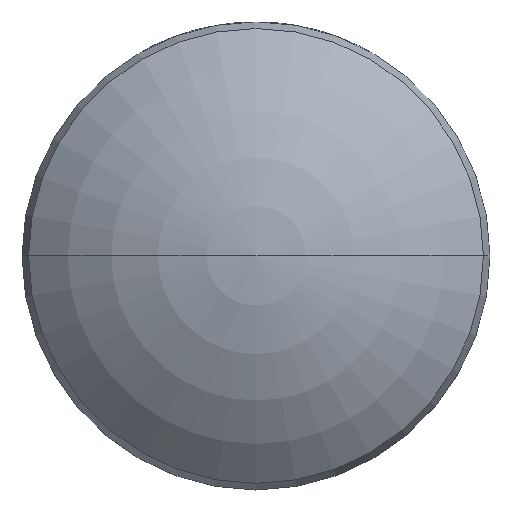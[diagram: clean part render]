
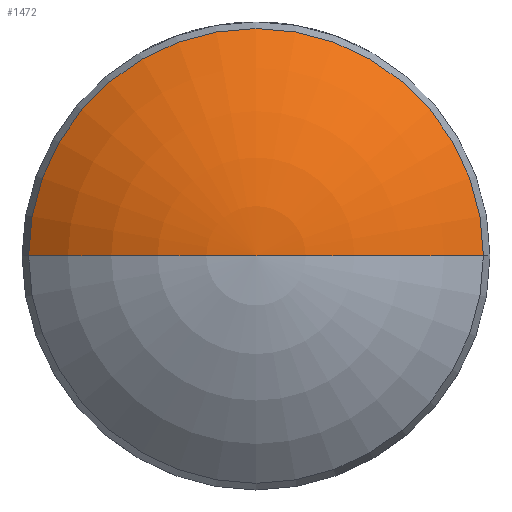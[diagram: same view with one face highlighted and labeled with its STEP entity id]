
A CAD part, top view. The second image highlights one B-rep face of the part: STEP entity #1472.
In plain terms, the highlighted toroidal (fillet/blend) face has major radius 0.003 mm and minor radius 9.2 mm.
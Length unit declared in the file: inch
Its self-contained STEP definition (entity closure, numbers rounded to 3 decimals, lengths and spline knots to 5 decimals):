
#109 = DIRECTION ( 'NONE',  ( 0., 0., 1. ) ) ;
#146 = CARTESIAN_POINT ( 'NONE',  ( -0.00012, 0., -0.19134 ) ) ;
#192 = CARTESIAN_POINT ( 'NONE',  ( 0.00012, 0., -0.19134 ) ) ;
#225 = CARTESIAN_POINT ( 'NONE',  ( 0., 0., -0.19134 ) ) ;
#228 = AXIS2_PLACEMENT_3D ( 'NONE', #192, #674, #1163 ) ;
#389 = DIRECTION ( 'NONE',  ( 0., 0., -1. ) ) ;
#410 = ORIENTED_EDGE ( 'NONE', *, *, #667, .F. ) ;
#453 = VERTEX_POINT ( 'NONE', #1848 ) ;
#667 = EDGE_CURVE ( 'NONE', #453, #1773, #985, .T. ) ;
#674 = DIRECTION ( 'NONE',  ( 0., 1., 0. ) ) ;
#714 = AXIS2_PLACEMENT_3D ( 'NONE', #146, #1303, #1455 ) ;
#760 = EDGE_CURVE ( 'NONE', #453, #1977, #1105, .T. ) ;
#812 = CARTESIAN_POINT ( 'NONE',  ( -0.243, 0., 0.07736 ) ) ;
#814 = EDGE_LOOP ( 'NONE', ( #410, #1652, #1697 ) ) ;
#967 = CARTESIAN_POINT ( 'NONE',  ( 0.243, 0., 0.07736 ) ) ;
#985 = CIRCLE ( 'NONE', #714, 0.3622 ) ;
#1080 = AXIS2_PLACEMENT_3D ( 'NONE', #225, #389, #1409 ) ;
#1099 = CARTESIAN_POINT ( 'NONE',  ( 0., 0., 0.07736 ) ) ;
#1105 = CIRCLE ( 'NONE', #228, 0.3622 ) ;
#1163 = DIRECTION ( 'NONE',  ( -1., 0., 0. ) ) ;
#1171 = CIRCLE ( 'NONE', #1537, 0.243 ) ;
#1266 = DIRECTION ( 'NONE',  ( -1., 0., 0. ) ) ;
#1303 = DIRECTION ( 'NONE',  ( 0., -1., 0. ) ) ;
#1409 = DIRECTION ( 'NONE',  ( -1., 0., 0. ) ) ;
#1455 = DIRECTION ( 'NONE',  ( 0., 0., -1. ) ) ;
#1472 = ADVANCED_FACE ( 'NONE', ( #1786 ), #1509, .T. ) ;
#1509 = TOROIDAL_SURFACE ( 'NONE', #1080, 0.00012, 0.3622 ) ;
#1537 = AXIS2_PLACEMENT_3D ( 'NONE', #1099, #109, #1266 ) ;
#1636 = EDGE_CURVE ( 'NONE', #1977, #1773, #1171, .T. ) ;
#1652 = ORIENTED_EDGE ( 'NONE', *, *, #760, .T. ) ;
#1697 = ORIENTED_EDGE ( 'NONE', *, *, #1636, .T. ) ;
#1773 = VERTEX_POINT ( 'NONE', #812 ) ;
#1786 = FACE_OUTER_BOUND ( 'NONE', #814, .T. ) ;
#1848 = CARTESIAN_POINT ( 'NONE',  ( 0., 0., 0.17087 ) ) ;
#1977 = VERTEX_POINT ( 'NONE', #967 ) ;
